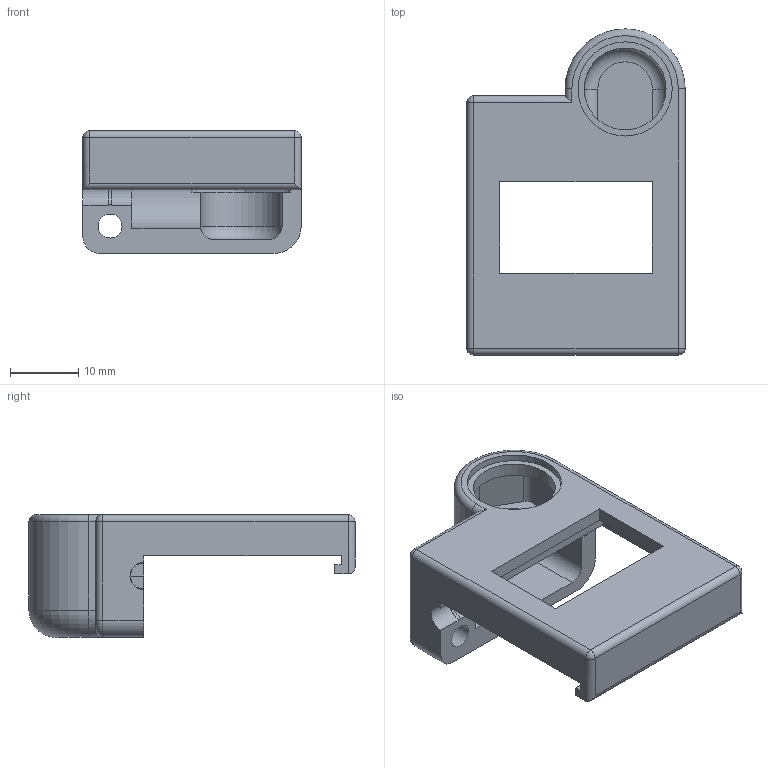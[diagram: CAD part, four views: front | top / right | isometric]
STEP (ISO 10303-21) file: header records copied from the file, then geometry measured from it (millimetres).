
FILE_DESCRIPTION(/* description */ (''),/* implementation_level */ '2;1');
FILE_NAME(/* name */ 'DisplayClipLid.stp',/* time_stamp */ '2020-07-15T10:22:23+02:00',/* author */ ('hpcwoess'),/* organization */ (''),/* preprocessor_version */ 'ST-DEVELOPER v18.1',/* originating_system */ 'Autodesk Inventor 2020',/* authorisation */ '');
FILE_SCHEMA (('AUTOMOTIVE_DESIGN { 1 0 10303 214 3 1 1 }'));
Length unit declared in the file: millimetre
Products named in the file (1): DeckelClip
Bounding box: 32 x 47.8 x 18 mm (x, y, z)
Volume: 6062 mm3; surface area: 5569.2 mm2
Topology: 1 solids, 1 shells, 95 faces, 258 edges, 166 vertices
Faces by surface type: plane 57, cylinder 30, torus 4, sphere 3, cone 1
Full cylindrical faces by diameter (mm): 3.5 x1, 12 x1, 13.8 x1
Entity records: 3059 total; most frequent: CARTESIAN_POINT 553, DIRECTION 519, ORIENTED_EDGE 516, EDGE_CURVE 258, LINE 181, VECTOR 181, AXIS2_PLACEMENT_3D 169, VERTEX_POINT 166
